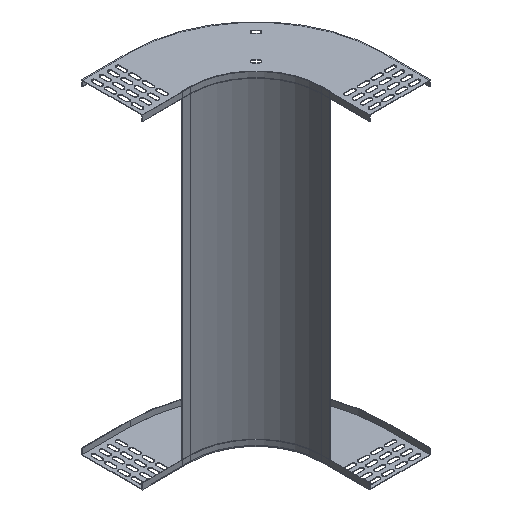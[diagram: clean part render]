
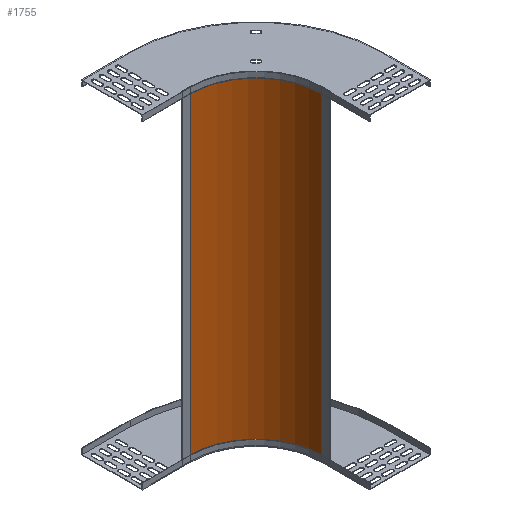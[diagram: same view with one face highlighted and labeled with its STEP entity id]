
A CAD part, isometric view. The second image highlights one B-rep face of the part: STEP entity #1755.
In plain terms, the highlighted cylindrical face has radius 121.75 mm (diameter 243.5 mm), a partial arc.
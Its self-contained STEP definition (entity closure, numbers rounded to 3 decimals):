
#128 = CARTESIAN_POINT ( 'NONE',  ( -15., 0., 601.5 ) ) ;
#327 = EDGE_CURVE ( 'NONE', #1183, #3722, #2682, .T. ) ;
#615 = CARTESIAN_POINT ( 'NONE',  ( -15., 121.75, 601.5 ) ) ;
#727 = LINE ( 'NONE', #5159, #4187 ) ;
#1164 = VECTOR ( 'NONE', #3891, 1000. ) ;
#1183 = VERTEX_POINT ( 'NONE', #1545 ) ;
#1285 = VERTEX_POINT ( 'NONE', #128 ) ;
#1545 = CARTESIAN_POINT ( 'NONE',  ( -15., 0., 0. ) ) ;
#1646 = ORIENTED_EDGE ( 'NONE', *, *, #327, .T. ) ;
#1657 = DIRECTION ( 'NONE',  ( -1., 0., 0. ) ) ;
#1691 = DIRECTION ( 'NONE',  ( 0., 0., -1. ) ) ;
#1721 = EDGE_CURVE ( 'NONE', #1285, #1183, #727, .T. ) ;
#1755 = ADVANCED_FACE ( 'NONE', ( #2653 ), #2130, .F. ) ;
#2046 = DIRECTION ( 'NONE',  ( 0., 0., -1. ) ) ;
#2054 = LINE ( 'NONE', #5843, #1164 ) ;
#2090 = AXIS2_PLACEMENT_3D ( 'NONE', #4443, #2046, #2579 ) ;
#2130 = CYLINDRICAL_SURFACE ( 'NONE', #5483, 121.75 ) ;
#2579 = DIRECTION ( 'NONE',  ( -1., 0., 0. ) ) ;
#2581 = CARTESIAN_POINT ( 'NONE',  ( -136.75, 121.75, 601.5 ) ) ;
#2599 = DIRECTION ( 'NONE',  ( -1., 0., 0. ) ) ;
#2653 = FACE_OUTER_BOUND ( 'NONE', #3149, .T. ) ;
#2682 = CIRCLE ( 'NONE', #2090, 121.75 ) ;
#3004 = ORIENTED_EDGE ( 'NONE', *, *, #4881, .F. ) ;
#3093 = DIRECTION ( 'NONE',  ( 0., 0., -1. ) ) ;
#3149 = EDGE_LOOP ( 'NONE', ( #1646, #3347, #3004, #4693 ) ) ;
#3347 = ORIENTED_EDGE ( 'NONE', *, *, #4046, .F. ) ;
#3722 = VERTEX_POINT ( 'NONE', #5354 ) ;
#3891 = DIRECTION ( 'NONE',  ( 0., 0., -1. ) ) ;
#4021 = CARTESIAN_POINT ( 'NONE',  ( -15., 121.75, 601.5 ) ) ;
#4046 = EDGE_CURVE ( 'NONE', #4557, #3722, #2054, .T. ) ;
#4147 = AXIS2_PLACEMENT_3D ( 'NONE', #615, #4316, #2599 ) ;
#4187 = VECTOR ( 'NONE', #3093, 1000. ) ;
#4316 = DIRECTION ( 'NONE',  ( 0., 0., -1. ) ) ;
#4443 = CARTESIAN_POINT ( 'NONE',  ( -15., 121.75, 0. ) ) ;
#4557 = VERTEX_POINT ( 'NONE', #2581 ) ;
#4693 = ORIENTED_EDGE ( 'NONE', *, *, #1721, .T. ) ;
#4881 = EDGE_CURVE ( 'NONE', #1285, #4557, #5049, .T. ) ;
#5049 = CIRCLE ( 'NONE', #4147, 121.75 ) ;
#5159 = CARTESIAN_POINT ( 'NONE',  ( -15., 0., 601.5 ) ) ;
#5354 = CARTESIAN_POINT ( 'NONE',  ( -136.75, 121.75, 0. ) ) ;
#5483 = AXIS2_PLACEMENT_3D ( 'NONE', #4021, #1691, #1657 ) ;
#5843 = CARTESIAN_POINT ( 'NONE',  ( -136.75, 121.75, 601.5 ) ) ;
